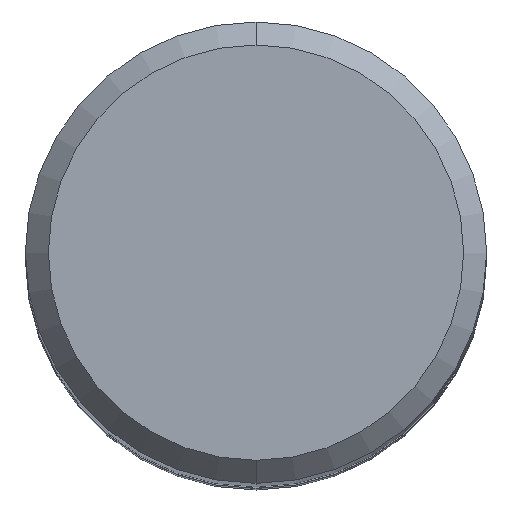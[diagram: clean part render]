
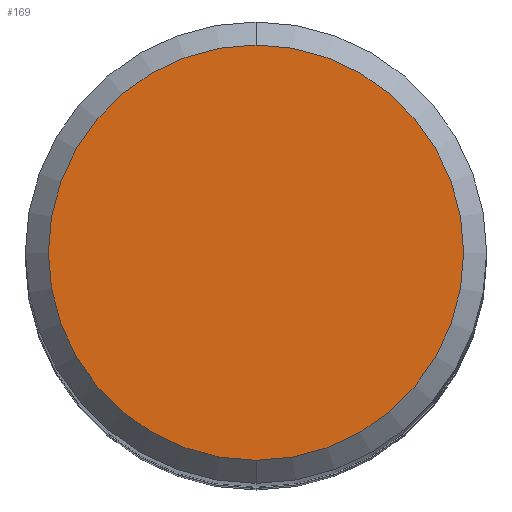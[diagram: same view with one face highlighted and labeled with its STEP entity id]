
A CAD part, top view. The second image highlights one B-rep face of the part: STEP entity #169.
In plain terms, the highlighted planar face has unit normal (0, 0, 1).
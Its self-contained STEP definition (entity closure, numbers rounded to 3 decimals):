
#155=VERTEX_POINT('',#345);
#169=ADVANCED_FACE('',(#361),#362,.T.);
#203=EDGE_CURVE('',#255,#155,#401,.T.);
#243=EDGE_CURVE('',#155,#255,#450,.T.);
#255=VERTEX_POINT('',#462);
#345=CARTESIAN_POINT('',(0.0,5.4,0.0));
#361=FACE_OUTER_BOUND('',#580,.T.);
#362=PLANE('',#581);
#401=CIRCLE('',#626,5.4);
#450=CIRCLE('',#689,5.4);
#462=CARTESIAN_POINT('',(0.,-5.4,0.0));
#580=EDGE_LOOP('',(#808,#809));
#581=AXIS2_PLACEMENT_3D('',#810,#811,#812);
#626=AXIS2_PLACEMENT_3D('',#855,#856,#857);
#689=AXIS2_PLACEMENT_3D('',#937,#938,#939);
#808=ORIENTED_EDGE('',*,*,#243,.F.);
#809=ORIENTED_EDGE('',*,*,#203,.F.);
#810=CARTESIAN_POINT('',(0.0,2.7,0.0));
#811=DIRECTION('',(-0.0,0.0,1.0));
#812=DIRECTION('',(0.0,-1.0,0.0));
#855=CARTESIAN_POINT('',(0.0,0.0,0.0));
#856=DIRECTION('',(0.0,0.0,-1.0));
#857=DIRECTION('',(0.0,1.0,0.0));
#937=CARTESIAN_POINT('',(0.0,0.0,0.0));
#938=DIRECTION('',(0.0,0.0,-1.0));
#939=DIRECTION('',(0.0,1.0,0.0));
